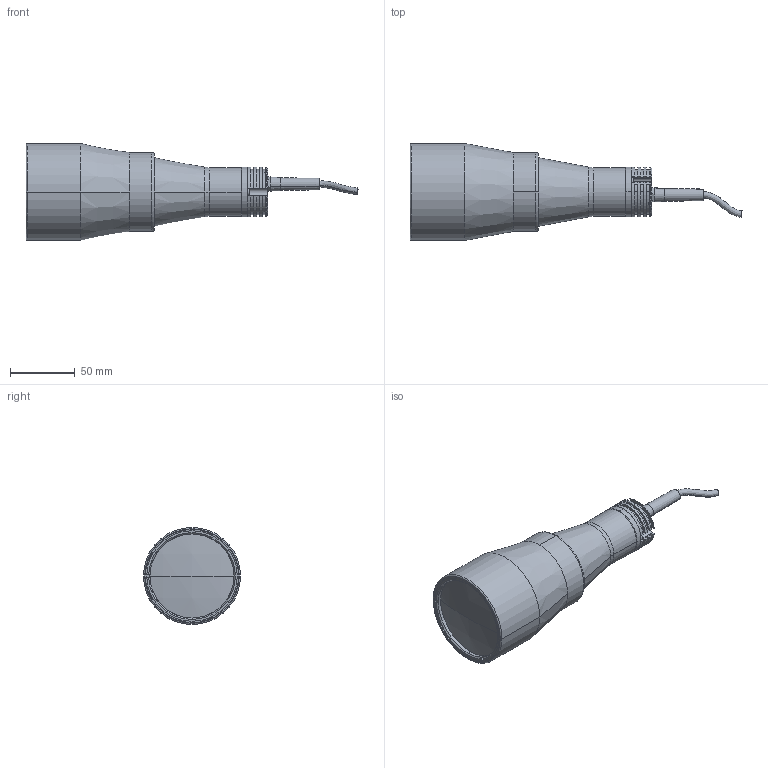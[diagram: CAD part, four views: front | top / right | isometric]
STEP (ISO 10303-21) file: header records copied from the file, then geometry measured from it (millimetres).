
FILE_DESCRIPTION (( 'STEP AP214' ), '1' );
FILE_NAME ('LTCLHP048.STEP', '2014-02-20T14:45:08', ( '' ), ( '' ), 'SwSTEP 2.0', 'SolidWorks 2013', '' );
FILE_SCHEMA (( 'AUTOMOTIVE_DESIGN' ));
Length unit declared in the file: millimetre
Products named in the file (1): LTCLHP048
Bounding box: 256.65 x 75 x 75 mm (x, y, z)
Surface area: 49616.9 mm2 (no closed solid volume)
Topology: 0 solids, 19 shells, 193 faces, 570 edges, 394 vertices
Faces by surface type: plane 89, cylinder 62, cone 20, torus 18, sphere 2, bspline 2
Entity records: 8770 total; most frequent: CARTESIAN_POINT 1348, DIRECTION 1186, ORIENTED_EDGE 964, EDGE_CURVE 568, AXIS2_PLACEMENT_3D 440, VERTEX_POINT 394, LINE 306, VECTOR 306
